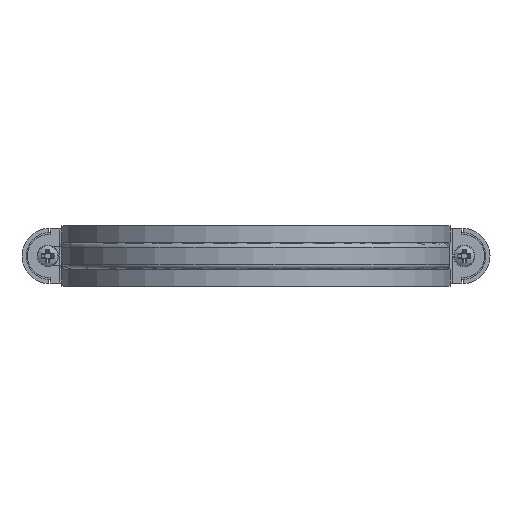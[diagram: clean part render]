
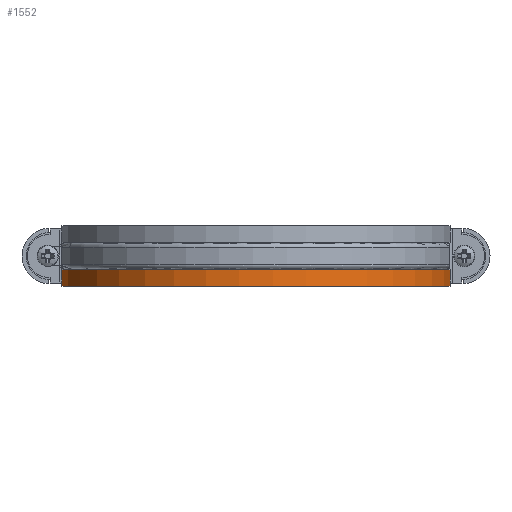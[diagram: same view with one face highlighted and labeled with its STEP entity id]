
A CAD part, front view. The second image highlights one B-rep face of the part: STEP entity #1552.
In plain terms, the highlighted cylindrical face has radius 90.25 mm (diameter 180.5 mm), a partial arc.
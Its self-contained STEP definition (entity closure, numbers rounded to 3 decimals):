
#319=CARTESIAN_POINT('',(89.756,-9.434,-6.25));
#320=VERTEX_POINT('',#319);
#327=CARTESIAN_POINT('',(89.756,-9.434,-14.0));
#328=VERTEX_POINT('',#327);
#329=CARTESIAN_POINT('',(89.756,-9.434,-6.25));
#330=DIRECTION('',(0.0,0.0,-1.0));
#331=VECTOR('',#330,7.75);
#332=LINE('',#329,#331);
#333=EDGE_CURVE('',#320,#328,#332,.T.);
#1502=CARTESIAN_POINT('',(-89.756,-9.434,-6.25));
#1503=VERTEX_POINT('',#1502);
#1510=CARTESIAN_POINT('',(0.0,0.0,-6.25));
#1511=DIRECTION('',(0.0,0.0,-1.0));
#1512=DIRECTION('',(0.995,-0.105,0.0));
#1513=AXIS2_PLACEMENT_3D('',#1510,#1511,#1512);
#1514=CIRCLE('',#1513,90.25);
#1515=EDGE_CURVE('',#320,#1503,#1514,.T.);
#1528=CARTESIAN_POINT('',(0.0,0.0,-10.125));
#1529=DIRECTION('',(0.0,0.0,-1.0));
#1530=DIRECTION('',(0.995,-0.105,0.0));
#1531=AXIS2_PLACEMENT_3D('',#1528,#1529,#1530);
#1532=CYLINDRICAL_SURFACE('',#1531,90.25);
#1533=CARTESIAN_POINT('',(-89.756,-9.434,-14.0));
#1534=VERTEX_POINT('',#1533);
#1535=CARTESIAN_POINT('',(-89.756,-9.434,-6.25));
#1536=DIRECTION('',(0.0,0.0,-1.0));
#1537=VECTOR('',#1536,7.75);
#1538=LINE('',#1535,#1537);
#1539=EDGE_CURVE('',#1503,#1534,#1538,.T.);
#1540=ORIENTED_EDGE('',*,*,#1539,.T.);
#1541=CARTESIAN_POINT('',(0.0,0.0,-14.0));
#1542=DIRECTION('',(0.0,0.0,-1.0));
#1543=DIRECTION('',(0.995,-0.105,0.0));
#1544=AXIS2_PLACEMENT_3D('',#1541,#1542,#1543);
#1545=CIRCLE('',#1544,90.25);
#1546=EDGE_CURVE('',#328,#1534,#1545,.T.);
#1547=ORIENTED_EDGE('',*,*,#1546,.F.);
#1548=ORIENTED_EDGE('',*,*,#333,.F.);
#1549=ORIENTED_EDGE('',*,*,#1515,.T.);
#1550=EDGE_LOOP('',(#1540,#1547,#1548,#1549));
#1551=FACE_OUTER_BOUND('',#1550,.T.);
#1552=ADVANCED_FACE('',(#1551),#1532,.T.);
